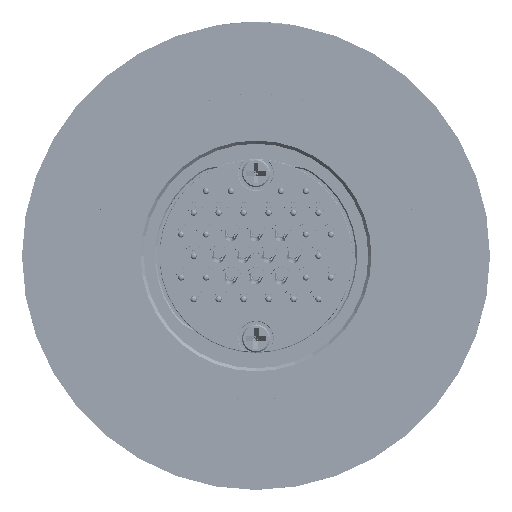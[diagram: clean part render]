
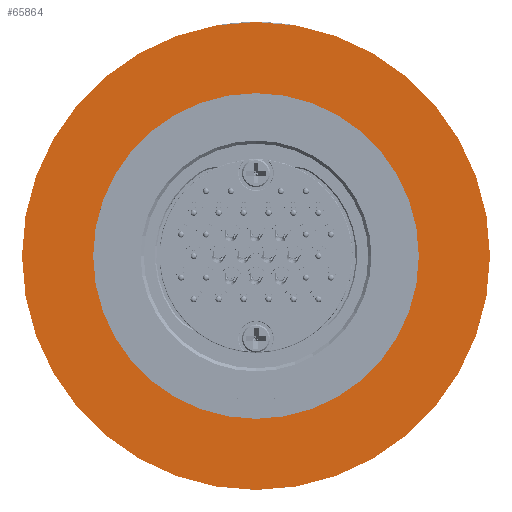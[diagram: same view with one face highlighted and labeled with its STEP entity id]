
A CAD part, top view. The second image highlights one B-rep face of the part: STEP entity #65864.
In plain terms, the highlighted planar face has unit normal (0, 0, 1).
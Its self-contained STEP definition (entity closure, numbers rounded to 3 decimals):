
#1383 = CARTESIAN_POINT ( 'NONE',  ( -37.5, 0., 0. ) ) ;
#10198 = CIRCLE ( 'NONE', #18229, 37.5 ) ;
#14254 = ORIENTED_EDGE ( 'NONE', *, *, #38023, .F. ) ;
#18229 = AXIS2_PLACEMENT_3D ( 'NONE', #40504, #51644, #62383 ) ;
#23639 = DIRECTION ( 'NONE',  ( -1., 0., 0. ) ) ;
#23987 = DIRECTION ( 'NONE',  ( -1., 0., 0. ) ) ;
#24333 = DIRECTION ( 'NONE',  ( 0., 0., -1. ) ) ;
#30564 = EDGE_LOOP ( 'NONE', ( #14254 ) ) ;
#34694 = VERTEX_POINT ( 'NONE', #52549 ) ;
#35072 = CARTESIAN_POINT ( 'NONE',  ( 0., 0., 0. ) ) ;
#35437 = FACE_BOUND ( 'NONE', #70401, .T. ) ;
#36608 = CIRCLE ( 'NONE', #67506, 26.1 ) ;
#38023 = EDGE_CURVE ( 'NONE', #50576, #50576, #10198, .T. ) ;
#39757 = FACE_OUTER_BOUND ( 'NONE', #30564, .T. ) ;
#40504 = CARTESIAN_POINT ( 'NONE',  ( 0., 0., 0. ) ) ;
#40818 = PLANE ( 'NONE',  #59223 ) ;
#42858 = ORIENTED_EDGE ( 'NONE', *, *, #48236, .T. ) ;
#48236 = EDGE_CURVE ( 'NONE', #34694, #34694, #36608, .T. ) ;
#50541 = CARTESIAN_POINT ( 'NONE',  ( 0., 0., 0. ) ) ;
#50576 = VERTEX_POINT ( 'NONE', #1383 ) ;
#51644 = DIRECTION ( 'NONE',  ( 0., 0., -1. ) ) ;
#52549 = CARTESIAN_POINT ( 'NONE',  ( -26.1, 0., 0. ) ) ;
#59223 = AXIS2_PLACEMENT_3D ( 'NONE', #35072, #24333, #23987 ) ;
#62383 = DIRECTION ( 'NONE',  ( -1., 0., 0. ) ) ;
#65864 = ADVANCED_FACE ( 'NONE', ( #39757, #35437 ), #40818, .F. ) ;
#67049 = DIRECTION ( 'NONE',  ( 0., 0., -1. ) ) ;
#67506 = AXIS2_PLACEMENT_3D ( 'NONE', #50541, #67049, #23639 ) ;
#70401 = EDGE_LOOP ( 'NONE', ( #42858 ) ) ;
